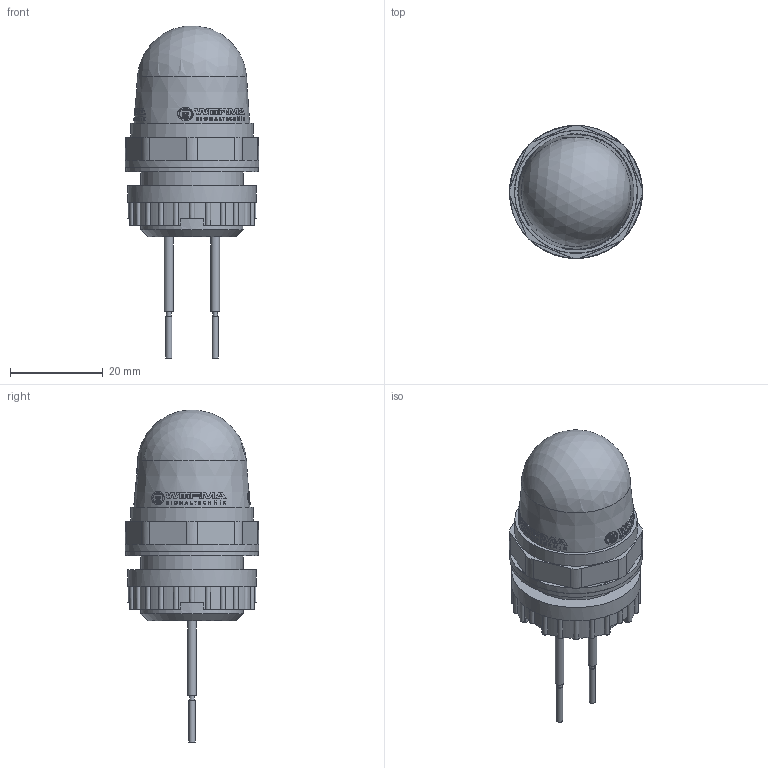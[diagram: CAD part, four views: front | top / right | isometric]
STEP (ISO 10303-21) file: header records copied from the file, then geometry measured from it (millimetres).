
FILE_DESCRIPTION(/* description */ ('Customer part'),/* implementation_level */ '2;1');
FILE_NAME(/* name */ '800000001424_PRT_000.step',/* time_stamp */ '2018-07-16T10:52:33+02:00',/* author */ ('IMPORT'),/* organization */ ('WERMA Signaltechnik GmbH+Co.KG'),/* preprocessor_version */ 'ST-DEVELOPER v17',/* originating_system */ 'Autodesk Inventor 2018',/* authorisation */ 'public');
FILE_SCHEMA (('CONFIG_CONTROL_DESIGN','AUTOMOTIVE_DESIGN { 1 0 10303 214 3 1 1 }'));
Length unit declared in the file: millimetre
Products named in the file (1): 800000001424
Bounding box: 28.73 x 28.73 x 71.54 mm (x, y, z)
Volume: 20957.1 mm3; surface area: 5585.6 mm2
Topology: 1 solids, 2 shells, 830 faces, 2242 edges, 1499 vertices
Faces by surface type: plane 567, cylinder 185, cone 77, sphere 1
Full cylindrical faces by diameter (mm): 1 x2, 1.3 x2, 1.9 x2, 22 x2, 22.7 x1, 27.7 x1, 28.5 x1, 28.73 x1
Entity records: 29495 total; most frequent: CARTESIAN_POINT 8514, ORIENTED_EDGE 4484, DIRECTION 4398, EDGE_CURVE 2242, AXIS2_PLACEMENT_3D 1688, VERTEX_POINT 1499, LINE 1022, VECTOR 1022
